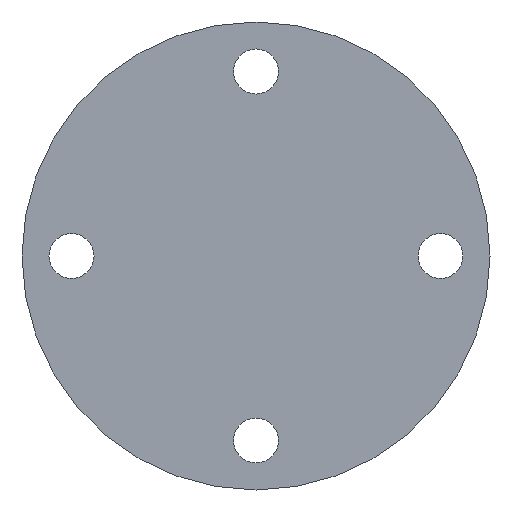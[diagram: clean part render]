
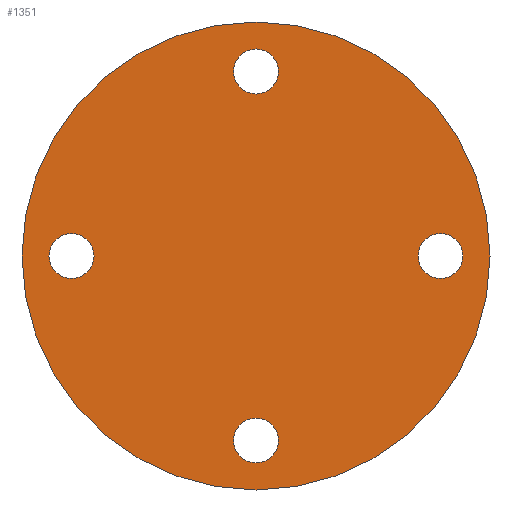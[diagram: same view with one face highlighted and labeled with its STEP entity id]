
A CAD part, front view. The second image highlights one B-rep face of the part: STEP entity #1351.
In plain terms, the highlighted planar face has unit normal (0, -1, 0).
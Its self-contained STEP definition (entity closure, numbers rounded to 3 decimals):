
#1=CARTESIAN_POINT('',(0.,0.,0.));
#2=DIRECTION('',(0.,1.,0.));
#3=DIRECTION('',(1.,0.,0.));
#4=AXIS2_PLACEMENT_3D('',#1,#2,#3);
#6=CARTESIAN_POINT('',(0.,0.,0.));
#7=DIRECTION('',(0.,1.,0.));
#8=DIRECTION('',(-1.,0.,0.));
#9=AXIS2_PLACEMENT_3D('',#6,#7,#8);
#11=CARTESIAN_POINT('',(0.,0.,-20.5));
#12=DIRECTION('',(0.,-1.,0.));
#13=DIRECTION('',(1.,0.,0.));
#14=AXIS2_PLACEMENT_3D('',#11,#12,#13);
#16=CARTESIAN_POINT('',(0.,0.,-20.5));
#17=DIRECTION('',(0.,-1.,0.));
#18=DIRECTION('',(-1.,0.,0.));
#19=AXIS2_PLACEMENT_3D('',#16,#17,#18);
#21=CARTESIAN_POINT('',(-20.5,0.,0.));
#22=DIRECTION('',(0.,-1.,0.));
#23=DIRECTION('',(1.,0.,0.));
#24=AXIS2_PLACEMENT_3D('',#21,#22,#23);
#26=CARTESIAN_POINT('',(-20.5,0.,0.));
#27=DIRECTION('',(0.,-1.,0.));
#28=DIRECTION('',(-1.,0.,0.));
#29=AXIS2_PLACEMENT_3D('',#26,#27,#28);
#31=CARTESIAN_POINT('',(20.5,0.,0.));
#32=DIRECTION('',(0.,-1.,0.));
#33=DIRECTION('',(1.,0.,0.));
#34=AXIS2_PLACEMENT_3D('',#31,#32,#33);
#36=CARTESIAN_POINT('',(20.5,0.,0.));
#37=DIRECTION('',(0.,-1.,0.));
#38=DIRECTION('',(-1.,0.,0.));
#39=AXIS2_PLACEMENT_3D('',#36,#37,#38);
#41=CARTESIAN_POINT('',(0.,0.,20.5));
#42=DIRECTION('',(0.,-1.,0.));
#43=DIRECTION('',(1.,0.,0.));
#44=AXIS2_PLACEMENT_3D('',#41,#42,#43);
#46=CARTESIAN_POINT('',(0.,0.,20.5));
#47=DIRECTION('',(0.,-1.,0.));
#48=DIRECTION('',(-1.,0.,0.));
#49=AXIS2_PLACEMENT_3D('',#46,#47,#48);
#1114=CARTESIAN_POINT('',(26.,0.,0.));
#1115=CARTESIAN_POINT('',(-26.,0.,0.));
#1116=VERTEX_POINT('',#1114);
#1117=VERTEX_POINT('',#1115);
#1118=CARTESIAN_POINT('',(2.5,0.,-20.5));
#1119=CARTESIAN_POINT('',(-2.5,0.,-20.5));
#1120=VERTEX_POINT('',#1118);
#1121=VERTEX_POINT('',#1119);
#1122=CARTESIAN_POINT('',(-18.,0.,0.));
#1123=CARTESIAN_POINT('',(-23.,0.,0.));
#1124=VERTEX_POINT('',#1122);
#1125=VERTEX_POINT('',#1123);
#1126=CARTESIAN_POINT('',(23.,0.,0.));
#1127=CARTESIAN_POINT('',(18.,0.,0.));
#1128=VERTEX_POINT('',#1126);
#1129=VERTEX_POINT('',#1127);
#1130=CARTESIAN_POINT('',(2.5,0.,20.5));
#1131=CARTESIAN_POINT('',(-2.5,0.,20.5));
#1132=VERTEX_POINT('',#1130);
#1133=VERTEX_POINT('',#1131);
#1316=CARTESIAN_POINT('',(0.,0.,0.));
#1317=DIRECTION('',(0.,1.,0.));
#1318=DIRECTION('',(1.,0.,0.));
#1319=AXIS2_PLACEMENT_3D('',#1316,#1317,#1318);
#1320=PLANE('',#1319);
#1322=ORIENTED_EDGE('',*,*,#1321,.T.);
#1324=ORIENTED_EDGE('',*,*,#1323,.T.);
#1325=EDGE_LOOP('',(#1322,#1324));
#1326=FACE_OUTER_BOUND('',#1325,.F.);
#1328=ORIENTED_EDGE('',*,*,#1327,.T.);
#1330=ORIENTED_EDGE('',*,*,#1329,.T.);
#1331=EDGE_LOOP('',(#1328,#1330));
#1332=FACE_BOUND('',#1331,.F.);
#1334=ORIENTED_EDGE('',*,*,#1333,.T.);
#1336=ORIENTED_EDGE('',*,*,#1335,.T.);
#1337=EDGE_LOOP('',(#1334,#1336));
#1338=FACE_BOUND('',#1337,.F.);
#1340=ORIENTED_EDGE('',*,*,#1339,.T.);
#1342=ORIENTED_EDGE('',*,*,#1341,.T.);
#1343=EDGE_LOOP('',(#1340,#1342));
#1344=FACE_BOUND('',#1343,.F.);
#1346=ORIENTED_EDGE('',*,*,#1345,.T.);
#1348=ORIENTED_EDGE('',*,*,#1347,.T.);
#1349=EDGE_LOOP('',(#1346,#1348));
#1350=FACE_BOUND('',#1349,.F.);
#1351=ADVANCED_FACE('',(#1326,#1332,#1338,#1344,#1350),#1320,.F.);
#5=CIRCLE('',#4,26.);
#10=CIRCLE('',#9,26.);
#15=CIRCLE('',#14,2.5);
#20=CIRCLE('',#19,2.5);
#25=CIRCLE('',#24,2.5);
#30=CIRCLE('',#29,2.5);
#35=CIRCLE('',#34,2.5);
#40=CIRCLE('',#39,2.5);
#45=CIRCLE('',#44,2.5);
#50=CIRCLE('',#49,2.5);
#1321=EDGE_CURVE('',#1116,#1117,#5,.T.);
#1323=EDGE_CURVE('',#1117,#1116,#10,.T.);
#1327=EDGE_CURVE('',#1120,#1121,#15,.T.);
#1329=EDGE_CURVE('',#1121,#1120,#20,.T.);
#1333=EDGE_CURVE('',#1124,#1125,#25,.T.);
#1335=EDGE_CURVE('',#1125,#1124,#30,.T.);
#1339=EDGE_CURVE('',#1128,#1129,#35,.T.);
#1341=EDGE_CURVE('',#1129,#1128,#40,.T.);
#1345=EDGE_CURVE('',#1132,#1133,#45,.T.);
#1347=EDGE_CURVE('',#1133,#1132,#50,.T.);
